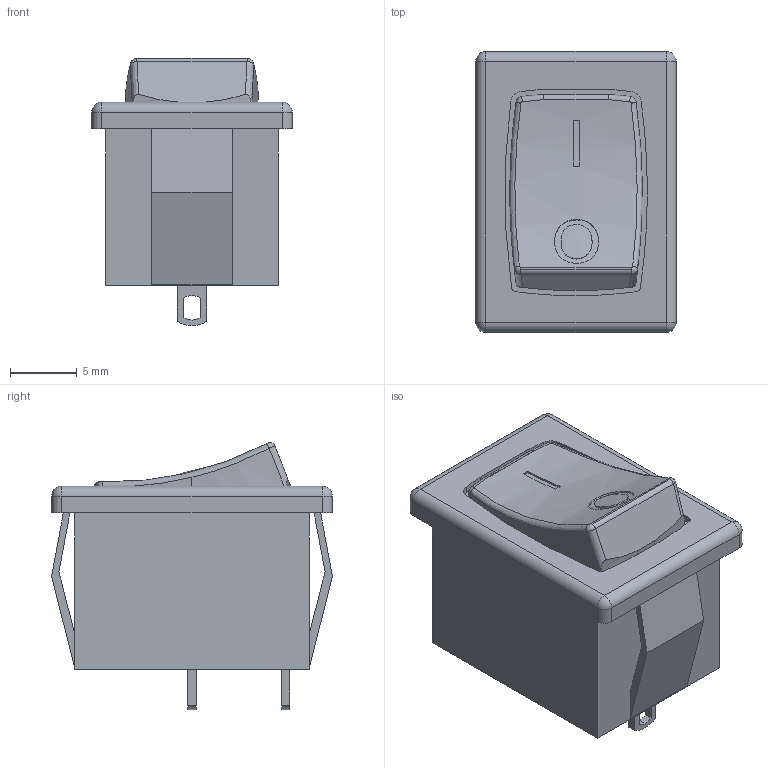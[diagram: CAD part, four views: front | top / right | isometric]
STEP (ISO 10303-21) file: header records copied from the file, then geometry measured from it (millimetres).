
FILE_DESCRIPTION (( 'STEP AP214' ), '1' );
FILE_NAME ('4E2F910A-FCC5-411D-99C3-F87A775BEAC1.STEP', '2007-06-18T09:04:13', ( 'sysAdmin' ), ( 'SolidWorks' ), 'SwSTEP 2.0', 'SolidWorks 2007', '' );
FILE_SCHEMA (( 'AUTOMOTIVE_DESIGN' ));
Length unit declared in the file: millimetre
Products named in the file (1): 4E2F910A-FCC5-411D-99C3-F87A775BEAC1
Bounding box: 15 x 21 x 19.97 mm (x, y, z)
Volume: 3504.8 mm3; surface area: 1840.8 mm2
Topology: 1 solids, 1 shells, 115 faces, 299 edges, 190 vertices
Faces by surface type: cylinder 46, plane 45, bspline 20, sphere 4
Entity records: 4710 total; most frequent: CARTESIAN_POINT 1580, ORIENTED_EDGE 590, DIRECTION 519, EDGE_CURVE 295, VERTEX_POINT 190, AXIS2_PLACEMENT_3D 177, VECTOR 165, LINE 165
